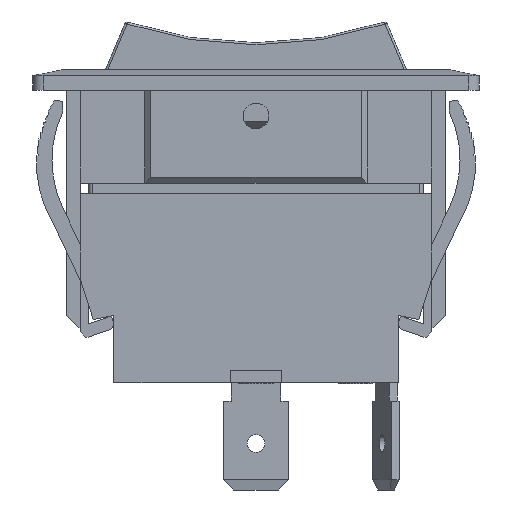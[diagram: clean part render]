
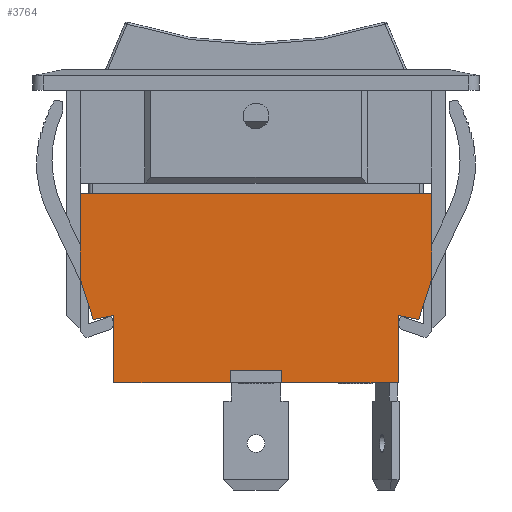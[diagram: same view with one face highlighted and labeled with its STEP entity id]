
A CAD part, front view. The second image highlights one B-rep face of the part: STEP entity #3764.
In plain terms, the highlighted planar face has unit normal (0, -1, 0).
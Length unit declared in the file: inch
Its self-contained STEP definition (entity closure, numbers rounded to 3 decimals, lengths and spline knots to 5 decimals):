
#3582=CARTESIAN_POINT('',(-0.66929,-0.38386,0.3937));
#3583=VERTEX_POINT('',#3582);
#3590=CARTESIAN_POINT('',(-0.66929,-0.38386,0.72047));
#3591=VERTEX_POINT('',#3590);
#3592=CARTESIAN_POINT('',(-0.66929,-0.38386,0.3937));
#3593=DIRECTION('',(0.0,0.0,1.0));
#3594=VECTOR('',#3593,0.32677);
#3595=LINE('',#3592,#3594);
#3596=EDGE_CURVE('',#3583,#3591,#3595,.T.);
#3634=CARTESIAN_POINT('',(0.66929,-0.38386,0.72047));
#3635=VERTEX_POINT('',#3634);
#3636=CARTESIAN_POINT('',(0.66929,-0.38386,0.72047));
#3637=DIRECTION('',(-1.0,0.0,0.0));
#3638=VECTOR('',#3637,1.33858);
#3639=LINE('',#3636,#3638);
#3640=EDGE_CURVE('',#3635,#3591,#3639,.T.);
#3661=CARTESIAN_POINT('',(0.73622,-0.38386,-0.03602));
#3662=DIRECTION('',(0.0,-1.0,0.0));
#3663=DIRECTION('',(0.0,0.0,-1.0));
#3664=AXIS2_PLACEMENT_3D('',#3661,#3662,#3663);
#3665=PLANE('',#3664);
#3666=ORIENTED_EDGE('',*,*,#3640,.T.);
#3667=ORIENTED_EDGE('',*,*,#3596,.F.);
#3668=CARTESIAN_POINT('',(-0.62008,-0.38386,0.24016));
#3669=VERTEX_POINT('',#3668);
#3670=CARTESIAN_POINT('',(-0.66929,-0.38386,0.3937));
#3671=DIRECTION('',(0.305,0.0,-0.952));
#3672=VECTOR('',#3671,0.16124);
#3673=LINE('',#3670,#3672);
#3674=EDGE_CURVE('',#3583,#3669,#3673,.T.);
#3675=ORIENTED_EDGE('',*,*,#3674,.T.);
#3676=CARTESIAN_POINT('',(-0.54134,-0.38386,0.25591));
#3677=VERTEX_POINT('',#3676);
#3678=CARTESIAN_POINT('',(-0.62008,-0.38386,0.24016));
#3679=DIRECTION('',(0.981,0.0,0.196));
#3680=VECTOR('',#3679,0.0803);
#3681=LINE('',#3678,#3680);
#3682=EDGE_CURVE('',#3669,#3677,#3681,.T.);
#3683=ORIENTED_EDGE('',*,*,#3682,.T.);
#3684=CARTESIAN_POINT('',(-0.54134,-0.38386,0.));
#3685=VERTEX_POINT('',#3684);
#3686=CARTESIAN_POINT('',(-0.54134,-0.38386,0.25591));
#3687=DIRECTION('',(0.0,0.0,-1.0));
#3688=VECTOR('',#3687,0.25591);
#3689=LINE('',#3686,#3688);
#3690=EDGE_CURVE('',#3677,#3685,#3689,.T.);
#3691=ORIENTED_EDGE('',*,*,#3690,.T.);
#3692=CARTESIAN_POINT('',(-0.09843,-0.38386,0.));
#3693=VERTEX_POINT('',#3692);
#3694=CARTESIAN_POINT('',(-0.09843,-0.38386,0.));
#3695=DIRECTION('',(-1.0,0.0,0.0));
#3696=VECTOR('',#3695,0.44291);
#3697=LINE('',#3694,#3696);
#3698=EDGE_CURVE('',#3693,#3685,#3697,.T.);
#3699=ORIENTED_EDGE('',*,*,#3698,.F.);
#3700=CARTESIAN_POINT('',(-0.09843,-0.38386,0.04724));
#3701=VERTEX_POINT('',#3700);
#3702=CARTESIAN_POINT('',(-0.09843,-0.38386,0.));
#3703=DIRECTION('',(0.0,0.0,1.0));
#3704=VECTOR('',#3703,0.04724);
#3705=LINE('',#3702,#3704);
#3706=EDGE_CURVE('',#3693,#3701,#3705,.T.);
#3707=ORIENTED_EDGE('',*,*,#3706,.T.);
#3708=CARTESIAN_POINT('',(0.09843,-0.38386,0.04724));
#3709=VERTEX_POINT('',#3708);
#3710=CARTESIAN_POINT('',(-0.09843,-0.38386,0.04724));
#3711=DIRECTION('',(1.0,0.0,0.0));
#3712=VECTOR('',#3711,0.19685);
#3713=LINE('',#3710,#3712);
#3714=EDGE_CURVE('',#3701,#3709,#3713,.T.);
#3715=ORIENTED_EDGE('',*,*,#3714,.T.);
#3716=CARTESIAN_POINT('',(0.09843,-0.38386,0.));
#3717=VERTEX_POINT('',#3716);
#3718=CARTESIAN_POINT('',(0.09843,-0.38386,0.04724));
#3719=DIRECTION('',(0.0,0.0,-1.0));
#3720=VECTOR('',#3719,0.04724);
#3721=LINE('',#3718,#3720);
#3722=EDGE_CURVE('',#3709,#3717,#3721,.T.);
#3723=ORIENTED_EDGE('',*,*,#3722,.T.);
#3724=CARTESIAN_POINT('',(0.54134,-0.38386,0.));
#3725=VERTEX_POINT('',#3724);
#3726=CARTESIAN_POINT('',(0.54134,-0.38386,0.));
#3727=DIRECTION('',(-1.0,0.0,0.0));
#3728=VECTOR('',#3727,0.44291);
#3729=LINE('',#3726,#3728);
#3730=EDGE_CURVE('',#3725,#3717,#3729,.T.);
#3731=ORIENTED_EDGE('',*,*,#3730,.F.);
#3732=CARTESIAN_POINT('',(0.54134,-0.38386,0.25591));
#3733=VERTEX_POINT('',#3732);
#3734=CARTESIAN_POINT('',(0.54134,-0.38386,0.));
#3735=DIRECTION('',(0.0,0.0,1.0));
#3736=VECTOR('',#3735,0.25591);
#3737=LINE('',#3734,#3736);
#3738=EDGE_CURVE('',#3725,#3733,#3737,.T.);
#3739=ORIENTED_EDGE('',*,*,#3738,.T.);
#3740=CARTESIAN_POINT('',(0.62008,-0.38386,0.24016));
#3741=VERTEX_POINT('',#3740);
#3742=CARTESIAN_POINT('',(0.54134,-0.38386,0.25591));
#3743=DIRECTION('',(0.981,0.0,-0.196));
#3744=VECTOR('',#3743,0.0803);
#3745=LINE('',#3742,#3744);
#3746=EDGE_CURVE('',#3733,#3741,#3745,.T.);
#3747=ORIENTED_EDGE('',*,*,#3746,.T.);
#3748=CARTESIAN_POINT('',(0.66929,-0.38386,0.3937));
#3749=VERTEX_POINT('',#3748);
#3750=CARTESIAN_POINT('',(0.62008,-0.38386,0.24016));
#3751=DIRECTION('',(0.305,0.0,0.952));
#3752=VECTOR('',#3751,0.16124);
#3753=LINE('',#3750,#3752);
#3754=EDGE_CURVE('',#3741,#3749,#3753,.T.);
#3755=ORIENTED_EDGE('',*,*,#3754,.T.);
#3756=CARTESIAN_POINT('',(0.66929,-0.38386,0.3937));
#3757=DIRECTION('',(0.0,0.0,1.0));
#3758=VECTOR('',#3757,0.32677);
#3759=LINE('',#3756,#3758);
#3760=EDGE_CURVE('',#3749,#3635,#3759,.T.);
#3761=ORIENTED_EDGE('',*,*,#3760,.T.);
#3762=EDGE_LOOP('',(#3666,#3667,#3675,#3683,#3691,#3699,#3707,#3715,#3723,#3731,#3739,#3747,#3755,#3761));
#3763=FACE_OUTER_BOUND('',#3762,.T.);
#3764=ADVANCED_FACE('',(#3763),#3665,.T.);
